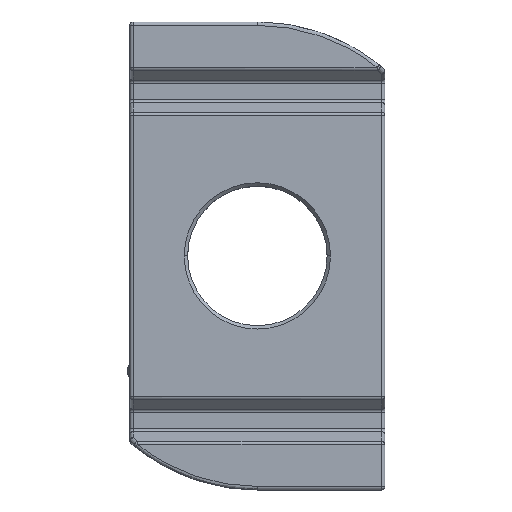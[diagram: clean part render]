
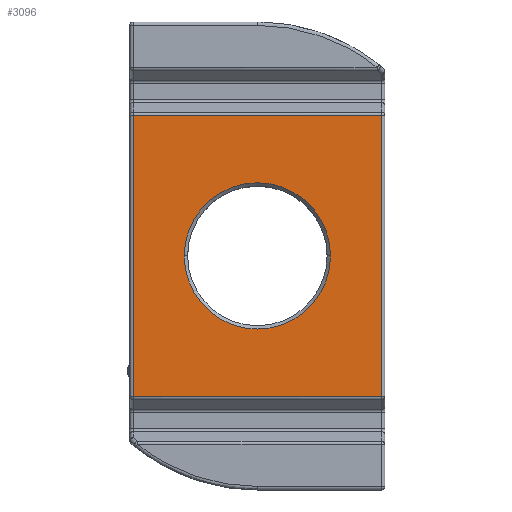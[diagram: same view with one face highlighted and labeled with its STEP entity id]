
A CAD part, top view. The second image highlights one B-rep face of the part: STEP entity #3096.
In plain terms, the highlighted planar face has unit normal (0, 0, 1).
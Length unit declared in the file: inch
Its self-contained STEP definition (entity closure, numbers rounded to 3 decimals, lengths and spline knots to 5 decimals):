
#24 = FACE_BOUND ( 'NONE', #3074, .T. ) ;
#34 = LINE ( 'NONE', #5257, #4378 ) ;
#119 = FACE_OUTER_BOUND ( 'NONE', #3153, .T. ) ;
#250 = CIRCLE ( 'NONE', #1510, 0.215 ) ;
#301 = LINE ( 'NONE', #5483, #1360 ) ;
#364 = CARTESIAN_POINT ( 'NONE',  ( 0., 0.41324, 0.25 ) ) ;
#835 = ORIENTED_EDGE ( 'NONE', *, *, #3936, .T. ) ;
#1166 = DIRECTION ( 'NONE',  ( 0., 0., -1. ) ) ;
#1276 = EDGE_CURVE ( 'NONE', #3627, #8634, #3419, .T. ) ;
#1360 = VECTOR ( 'NONE', #6306, 39.37008 ) ;
#1410 = VERTEX_POINT ( 'NONE', #7502 ) ;
#1510 = AXIS2_PLACEMENT_3D ( 'NONE', #4176, #1166, #6666 ) ;
#2045 = VERTEX_POINT ( 'NONE', #6314 ) ;
#2148 = DIRECTION ( 'NONE',  ( 0., -1., 0. ) ) ;
#2237 = PLANE ( 'NONE',  #6699 ) ;
#2342 = ORIENTED_EDGE ( 'NONE', *, *, #1276, .T. ) ;
#2449 = CARTESIAN_POINT ( 'NONE',  ( -0.365, -0.41328, 0.25 ) ) ;
#2740 = ORIENTED_EDGE ( 'NONE', *, *, #2843, .T. ) ;
#2795 = AXIS2_PLACEMENT_3D ( 'NONE', #4155, #7008, #2816 ) ;
#2816 = DIRECTION ( 'NONE',  ( 1., 0., 0. ) ) ;
#2843 = EDGE_CURVE ( 'NONE', #5640, #1410, #250, .T. ) ;
#3022 = DIRECTION ( 'NONE',  ( 0., 0., 1. ) ) ;
#3074 = EDGE_LOOP ( 'NONE', ( #4764, #2740 ) ) ;
#3096 = ADVANCED_FACE ( 'NONE', ( #24, #119 ), #2237, .T. ) ;
#3153 = EDGE_LOOP ( 'NONE', ( #2342, #3720, #835, #4024 ) ) ;
#3369 = DIRECTION ( 'NONE',  ( -1., 0., 0. ) ) ;
#3419 = LINE ( 'NONE', #364, #8282 ) ;
#3627 = VERTEX_POINT ( 'NONE', #4399 ) ;
#3720 = ORIENTED_EDGE ( 'NONE', *, *, #8734, .F. ) ;
#3899 = CIRCLE ( 'NONE', #2795, 0.215 ) ;
#3936 = EDGE_CURVE ( 'NONE', #4560, #2045, #301, .T. ) ;
#4009 = CARTESIAN_POINT ( 'NONE',  ( 0.215, 0., 0.25 ) ) ;
#4024 = ORIENTED_EDGE ( 'NONE', *, *, #7960, .F. ) ;
#4155 = CARTESIAN_POINT ( 'NONE',  ( 0., 0., 0.25 ) ) ;
#4176 = CARTESIAN_POINT ( 'NONE',  ( 0., 0., 0.25 ) ) ;
#4378 = VECTOR ( 'NONE', #2148, 39.37008 ) ;
#4399 = CARTESIAN_POINT ( 'NONE',  ( 0.365, 0.41324, 0.25 ) ) ;
#4560 = VERTEX_POINT ( 'NONE', #2449 ) ;
#4764 = ORIENTED_EDGE ( 'NONE', *, *, #5996, .T. ) ;
#4844 = LINE ( 'NONE', #9321, #7207 ) ;
#5257 = CARTESIAN_POINT ( 'NONE',  ( 0.365, -0.68772, 0.25 ) ) ;
#5483 = CARTESIAN_POINT ( 'NONE',  ( 0., -0.41328, 0.25 ) ) ;
#5640 = VERTEX_POINT ( 'NONE', #4009 ) ;
#5996 = EDGE_CURVE ( 'NONE', #1410, #5640, #3899, .T. ) ;
#6028 = DIRECTION ( 'NONE',  ( 1., 0., 0. ) ) ;
#6306 = DIRECTION ( 'NONE',  ( 1., 0., 0. ) ) ;
#6314 = CARTESIAN_POINT ( 'NONE',  ( 0.365, -0.41328, 0.25 ) ) ;
#6412 = CARTESIAN_POINT ( 'NONE',  ( -0.365, 0.41324, 0.25 ) ) ;
#6666 = DIRECTION ( 'NONE',  ( 1., 0., 0. ) ) ;
#6699 = AXIS2_PLACEMENT_3D ( 'NONE', #8979, #3022, #6028 ) ;
#7008 = DIRECTION ( 'NONE',  ( 0., 0., -1. ) ) ;
#7207 = VECTOR ( 'NONE', #8680, 39.37008 ) ;
#7502 = CARTESIAN_POINT ( 'NONE',  ( -0.215, 0., 0.25 ) ) ;
#7960 = EDGE_CURVE ( 'NONE', #3627, #2045, #34, .T. ) ;
#8282 = VECTOR ( 'NONE', #3369, 39.37008 ) ;
#8634 = VERTEX_POINT ( 'NONE', #6412 ) ;
#8680 = DIRECTION ( 'NONE',  ( 0., 1., 0. ) ) ;
#8734 = EDGE_CURVE ( 'NONE', #4560, #8634, #4844, .T. ) ;
#8979 = CARTESIAN_POINT ( 'NONE',  ( 0., 0., 0.25 ) ) ;
#9321 = CARTESIAN_POINT ( 'NONE',  ( -0.365, 0.68772, 0.25 ) ) ;
